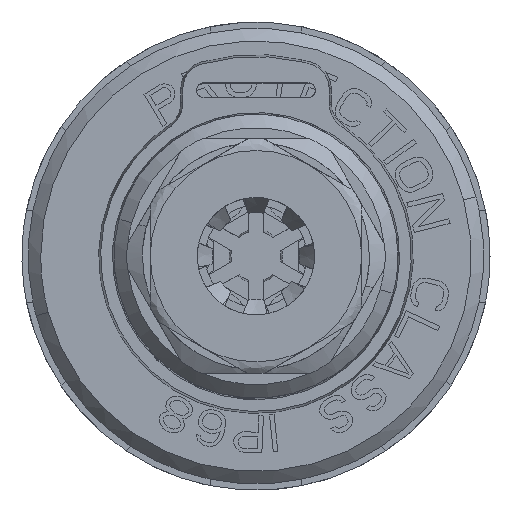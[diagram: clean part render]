
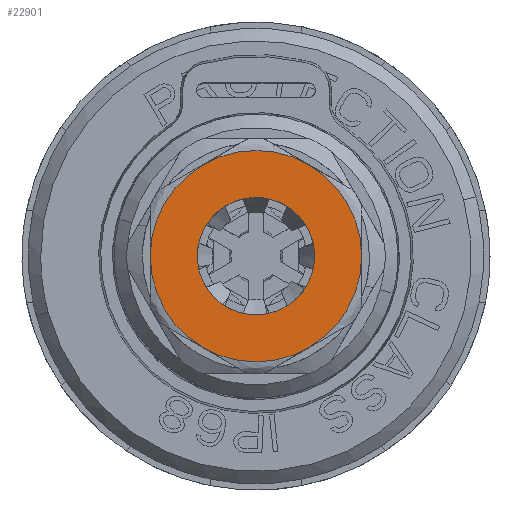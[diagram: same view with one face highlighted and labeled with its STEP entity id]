
A CAD part, left-side view. The second image highlights one B-rep face of the part: STEP entity #22901.
In plain terms, the highlighted planar face has unit normal (-1, 0, 0).
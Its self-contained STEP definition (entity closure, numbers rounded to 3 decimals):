
#22901=ADVANCED_FACE('',(#37123,#37124),#37125,.F.);
#37123=FACE_OUTER_BOUND('',#43390,.T.);
#37124=FACE_BOUND('',#43391,.T.);
#37125=PLANE('',#43392);
#43390=EDGE_LOOP('',(#55611,#55612,#55613,#55614,#55615,#55616));
#43391=EDGE_LOOP('',(#55617,#55618,#55619));
#43392=AXIS2_PLACEMENT_3D('',#55620,#55621,#55622);
#55611=ORIENTED_EDGE('',*,*,#81399,.T.);
#55612=ORIENTED_EDGE('',*,*,#81396,.F.);
#55613=ORIENTED_EDGE('',*,*,#81400,.F.);
#55614=ORIENTED_EDGE('',*,*,#81401,.T.);
#55615=ORIENTED_EDGE('',*,*,#81402,.F.);
#55616=ORIENTED_EDGE('',*,*,#81403,.F.);
#55617=ORIENTED_EDGE('',*,*,#81309,.F.);
#55618=ORIENTED_EDGE('',*,*,#81308,.F.);
#55619=ORIENTED_EDGE('',*,*,#81404,.F.);
#55620=CARTESIAN_POINT('',(-68.347,0.,8.918));
#55621=DIRECTION('',(1.0,0.0,0.0));
#55622=DIRECTION('',(0.0,1.0,0.0));
#81308=EDGE_CURVE('',#86788,#86790,#86791,.T.);
#81309=EDGE_CURVE('',#86790,#86784,#86792,.T.);
#81396=EDGE_CURVE('',#86937,#86930,#86938,.T.);
#81399=EDGE_CURVE('',#86942,#86930,#86943,.T.);
#81400=EDGE_CURVE('',#86944,#86937,#86945,.T.);
#81401=EDGE_CURVE('',#86944,#86946,#86947,.T.);
#81402=EDGE_CURVE('',#86948,#86946,#86949,.T.);
#81403=EDGE_CURVE('',#86942,#86948,#86950,.T.);
#81404=EDGE_CURVE('',#86784,#86788,#86951,.T.);
#86784=VERTEX_POINT('',#88117);
#86788=VERTEX_POINT('',#88122);
#86790=VERTEX_POINT('',#88125);
#86791=CIRCLE('',#88126,4.765);
#86792=CIRCLE('',#88127,4.765);
#86930=VERTEX_POINT('',#88320);
#86937=VERTEX_POINT('',#88343);
#86938=CIRCLE('',#88344,8.575);
#86942=VERTEX_POINT('',#88355);
#86943=CIRCLE('',#88356,8.575);
#86944=VERTEX_POINT('',#88357);
#86945=CIRCLE('',#88358,8.575);
#86946=VERTEX_POINT('',#88359);
#86947=CIRCLE('',#88360,8.575);
#86948=VERTEX_POINT('',#88361);
#86949=CIRCLE('',#88362,8.575);
#86950=CIRCLE('',#88363,8.575);
#86951=CIRCLE('',#88364,4.765);
#88117=CARTESIAN_POINT('',(-68.347,4.756,-0.299));
#88122=CARTESIAN_POINT('',(-68.347,-4.756,0.299));
#88125=CARTESIAN_POINT('',(-68.347,4.765,0.0));
#88126=AXIS2_PLACEMENT_3D('',#99985,#99986,#99987);
#88127=AXIS2_PLACEMENT_3D('',#99988,#99989,#99990);
#88320=CARTESIAN_POINT('',(-68.347,-4.288,-7.426));
#88343=CARTESIAN_POINT('',(-68.347,-8.575,0.));
#88344=AXIS2_PLACEMENT_3D('',#100129,#100130,#100131);
#88355=CARTESIAN_POINT('',(-68.347,4.287,-7.426));
#88356=AXIS2_PLACEMENT_3D('',#100135,#100136,#100137);
#88357=CARTESIAN_POINT('',(-68.347,-4.287,7.426));
#88358=AXIS2_PLACEMENT_3D('',#100138,#100139,#100140);
#88359=CARTESIAN_POINT('',(-68.347,4.288,7.426));
#88360=AXIS2_PLACEMENT_3D('',#100141,#100142,#100143);
#88361=CARTESIAN_POINT('',(-68.347,8.575,0.));
#88362=AXIS2_PLACEMENT_3D('',#100144,#100145,#100146);
#88363=AXIS2_PLACEMENT_3D('',#100147,#100148,#100149);
#88364=AXIS2_PLACEMENT_3D('',#100150,#100151,#100152);
#99985=CARTESIAN_POINT('',(-68.347,0.0,0.0));
#99986=DIRECTION('',(-1.0,0.0,0.0));
#99987=DIRECTION('',(0.0,-1.0,0.0));
#99988=CARTESIAN_POINT('',(-68.347,0.0,0.0));
#99989=DIRECTION('',(-1.0,0.0,0.0));
#99990=DIRECTION('',(0.0,-1.0,0.0));
#100129=CARTESIAN_POINT('',(-68.347,0.0,0.0));
#100130=DIRECTION('',(1.0,0.0,0.0));
#100131=DIRECTION('',(0.0,-1.0,0.));
#100135=CARTESIAN_POINT('',(-68.347,0.0,0.0));
#100136=DIRECTION('',(-1.0,0.0,0.0));
#100137=DIRECTION('',(0.0,0.5,-0.866));
#100138=CARTESIAN_POINT('',(-68.347,0.0,0.0));
#100139=DIRECTION('',(1.0,0.0,0.0));
#100140=DIRECTION('',(0.0,-0.5,0.866));
#100141=CARTESIAN_POINT('',(-68.347,0.0,0.0));
#100142=DIRECTION('',(-1.0,0.0,0.0));
#100143=DIRECTION('',(0.0,-0.5,0.866));
#100144=CARTESIAN_POINT('',(-68.347,0.0,0.0));
#100145=DIRECTION('',(1.0,0.0,0.0));
#100146=DIRECTION('',(0.0,1.0,0.));
#100147=CARTESIAN_POINT('',(-68.347,0.0,0.0));
#100148=DIRECTION('',(1.0,0.0,0.0));
#100149=DIRECTION('',(0.0,0.5,-0.866));
#100150=CARTESIAN_POINT('',(-68.347,0.0,0.0));
#100151=DIRECTION('',(-1.0,0.0,0.0));
#100152=DIRECTION('',(0.0,-1.0,0.0));
